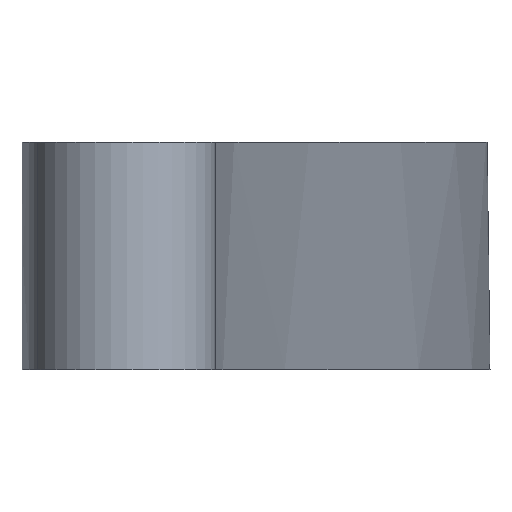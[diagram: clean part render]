
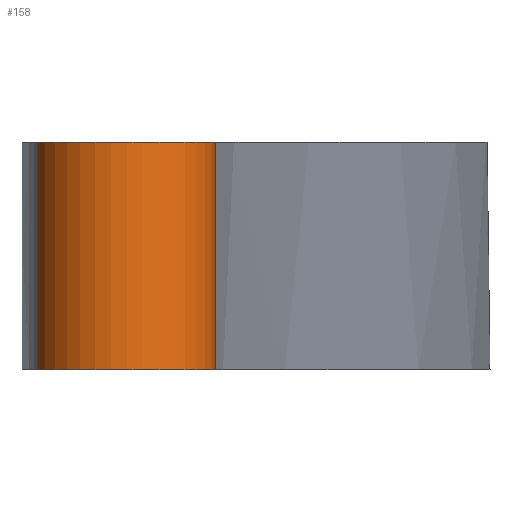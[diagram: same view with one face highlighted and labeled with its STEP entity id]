
A CAD part, left-side view. The second image highlights one B-rep face of the part: STEP entity #158.
In plain terms, the highlighted cylindrical face has radius 1.5 mm (diameter 3 mm), a partial arc.
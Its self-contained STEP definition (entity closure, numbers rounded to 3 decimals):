
#23=LINE('',#579,#30);
#24=LINE('',#602,#31);
#30=VECTOR('',#210,10.);
#31=VECTOR('',#213,10.);
#36=CYLINDRICAL_SURFACE('',#185,1.5);
#46=FACE_OUTER_BOUND('',#57,.T.);
#57=EDGE_LOOP('',(#126,#127,#128,#129));
#68=CIRCLE('',#179,1.5);
#73=CIRCLE('',#186,1.5);
#76=VERTEX_POINT('',#231);
#77=VERTEX_POINT('',#232);
#85=VERTEX_POINT('',#578);
#86=VERTEX_POINT('',#601);
#90=EDGE_CURVE('',#76,#77,#68,.T.);
#100=EDGE_CURVE('',#85,#76,#23,.T.);
#102=EDGE_CURVE('',#86,#77,#24,.T.);
#103=EDGE_CURVE('',#86,#85,#73,.T.);
#126=ORIENTED_EDGE('',*,*,#90,.T.);
#127=ORIENTED_EDGE('',*,*,#102,.F.);
#128=ORIENTED_EDGE('',*,*,#103,.T.);
#129=ORIENTED_EDGE('',*,*,#100,.T.);
#158=ADVANCED_FACE('',(#46),#36,.T.);
#179=AXIS2_PLACEMENT_3D('',#233,#196,#197);
#185=AXIS2_PLACEMENT_3D('',#600,#211,#212);
#186=AXIS2_PLACEMENT_3D('',#603,#214,#215);
#196=DIRECTION('center_axis',(0.,0.,-1.));
#197=DIRECTION('ref_axis',(1.,0.,0.));
#210=DIRECTION('',(0.,0.,1.));
#211=DIRECTION('center_axis',(0.,0.,1.));
#212=DIRECTION('ref_axis',(-0.956,-0.295,0.));
#213=DIRECTION('',(0.,0.,1.));
#214=DIRECTION('center_axis',(0.,0.,1.));
#215=DIRECTION('ref_axis',(1.,0.,0.));
#231=CARTESIAN_POINT('',(-13.025,1.034,3.7));
#232=CARTESIAN_POINT('',(-13.906,3.89,3.7));
#233=CARTESIAN_POINT('Origin',(-13.342,2.5,3.7));
#578=CARTESIAN_POINT('',(-13.025,1.034,0.));
#579=CARTESIAN_POINT('',(-13.025,1.034,0.));
#600=CARTESIAN_POINT('Origin',(-13.342,2.5,0.));
#601=CARTESIAN_POINT('',(-13.906,3.89,0.));
#602=CARTESIAN_POINT('',(-13.906,3.89,0.));
#603=CARTESIAN_POINT('Origin',(-13.342,2.5,0.));
